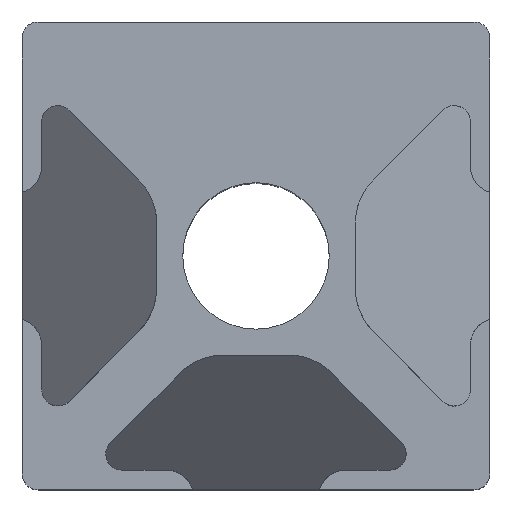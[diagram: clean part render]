
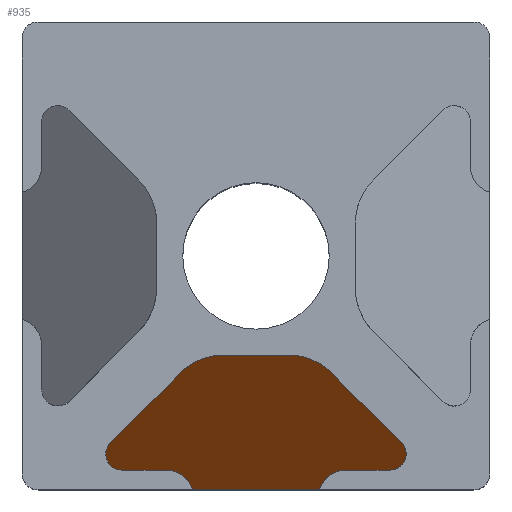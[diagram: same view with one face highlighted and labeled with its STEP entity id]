
A CAD part, top view. The second image highlights one B-rep face of the part: STEP entity #935.
In plain terms, the highlighted planar face has unit normal (0, -0.707, 0.707).
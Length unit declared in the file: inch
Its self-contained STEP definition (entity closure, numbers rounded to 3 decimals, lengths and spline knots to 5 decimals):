
#28 = ORIENTED_EDGE ( 'NONE', *, *, #106, .T. ) ;
#43 = ORIENTED_EDGE ( 'NONE', *, *, #931, .T. ) ;
#61 = CARTESIAN_POINT ( 'NONE',  ( -0.27381, -0.35177, 0.99323 ) ) ;
#83 = CARTESIAN_POINT ( 'NONE',  ( -0.28261, -0.39057, 0.95443 ) ) ;
#98 = CARTESIAN_POINT ( 'NONE',  ( 0.2523, -0.403, 0.942 ) ) ;
#106 = EDGE_CURVE ( 'NONE', #1303, #1153, #1363, .T. ) ;
#115 = EDGE_CURVE ( 'NONE', #221, #614, #499, .T. ) ;
#157 = ORIENTED_EDGE ( 'NONE', *, *, #1186, .T. ) ;
#165 = VECTOR ( 'NONE', #812, 39.37008 ) ;
#166 = CARTESIAN_POINT ( 'NONE',  ( -0.06117, -0.187, 1.158 ) ) ;
#181 = CARTESIAN_POINT ( 'NONE',  ( -0.25261, -0.403, 0.942 ) ) ;
#192 = CARTESIAN_POINT ( 'NONE',  ( -0.11953, -0.44, 0.905 ) ) ;
#218 = CARTESIAN_POINT ( 'NONE',  ( 0.12614, -0.41724, 0.92776 ) ) ;
#221 = VERTEX_POINT ( 'NONE', #61 ) ;
#230 = DIRECTION ( 'NONE',  ( 0., -0.707, 0.707 ) ) ;
#274 = LINE ( 'NONE', #1878, #1191 ) ;
#281 = EDGE_CURVE ( 'NONE', #614, #1165, #2146, .T. ) ;
#301 = CARTESIAN_POINT ( 'NONE',  ( 0.14241, -0.22061, 1.12439 ) ) ;
#304 = VERTEX_POINT ( 'NONE', #1062 ) ;
#321 = VERTEX_POINT ( 'NONE', #192 ) ;
#330 = CARTESIAN_POINT ( 'NONE',  ( -0.1688, -0.403, 0.942 ) ) ;
#356 = LINE ( 'NONE', #98, #1221 ) ;
#402 = PLANE ( 'NONE',  #2019 ) ;
#426 = CARTESIAN_POINT ( 'NONE',  ( -0.28261, -0.373, 0.972 ) ) ;
#434 = ORIENTED_EDGE ( 'NONE', *, *, #1791, .T. ) ;
#478 = CARTESIAN_POINT ( 'NONE',  ( -0.28261, -0.373, 0.972 ) ) ;
#499 =( BOUNDED_CURVE ( )  B_SPLINE_CURVE ( 3, ( #1871, #851, #2027, #478 ),
 .UNSPECIFIED., .F., .T. ) 
 B_SPLINE_CURVE_WITH_KNOTS ( ( 4, 4 ),
 ( 3.92608, 4.71239 ),
 .UNSPECIFIED. ) 
 CURVE ( )  GEOMETRIC_REPRESENTATION_ITEM ( )  RATIONAL_B_SPLINE_CURVE ( ( 1., 0.949, 0.949, 1. ) ) 
 REPRESENTATION_ITEM ( '' )  );
#504 = CARTESIAN_POINT ( 'NONE',  ( -0.1451, -0.403, 0.942 ) ) ;
#512 = CARTESIAN_POINT ( 'NONE',  ( -0.11953, -0.44, 0.905 ) ) ;
#518 = CARTESIAN_POINT ( 'NONE',  ( -0.09204, -0.187, 1.158 ) ) ;
#534 = CARTESIAN_POINT ( 'NONE',  ( -0.25261, -0.403, 0.942 ) ) ;
#564 = CARTESIAN_POINT ( 'NONE',  ( 0.11953, -0.44, 0.905 ) ) ;
#572 = CARTESIAN_POINT ( 'NONE',  ( 0.1688, -0.403, 0.942 ) ) ;
#614 = VERTEX_POINT ( 'NONE', #1711 ) ;
#624 = ORIENTED_EDGE ( 'NONE', *, *, #1435, .T. ) ;
#631 = ORIENTED_EDGE ( 'NONE', *, *, #2196, .T. ) ;
#637 = LINE ( 'NONE', #1835, #165 ) ;
#653 = ORIENTED_EDGE ( 'NONE', *, *, #702, .T. ) ;
#654 = EDGE_CURVE ( 'NONE', #1560, #1303, #2008, .T. ) ;
#656 = CARTESIAN_POINT ( 'NONE',  ( 0.09204, -0.187, 1.158 ) ) ;
#682 =( BOUNDED_CURVE ( )  B_SPLINE_CURVE ( 3, ( #1726, #518, #1373, #696 ),
 .UNSPECIFIED., .F., .T. ) 
 B_SPLINE_CURVE_WITH_KNOTS ( ( 4, 4 ),
 ( 3.14159, 3.92608 ),
 .UNSPECIFIED. ) 
 CURVE ( )  GEOMETRIC_REPRESENTATION_ITEM ( )  RATIONAL_B_SPLINE_CURVE ( ( 1., 0.949, 0.949, 1. ) ) 
 REPRESENTATION_ITEM ( '' )  );
#696 = CARTESIAN_POINT ( 'NONE',  ( -0.14241, -0.22061, 1.12439 ) ) ;
#702 = EDGE_CURVE ( 'NONE', #1450, #2184, #682, .T. ) ;
#706 = CARTESIAN_POINT ( 'NONE',  ( 0.2523, -0.403, 0.942 ) ) ;
#765 = ORIENTED_EDGE ( 'NONE', *, *, #1997, .T. ) ;
#801 = ORIENTED_EDGE ( 'NONE', *, *, #281, .T. ) ;
#812 = DIRECTION ( 'NONE',  ( 1., 0., 0. ) ) ;
#851 = CARTESIAN_POINT ( 'NONE',  ( -0.27952, -0.35747, 0.98753 ) ) ;
#859 = DIRECTION ( 'NONE',  ( -0.578, -0.577, -0.577 ) ) ;
#871 = VERTEX_POINT ( 'NONE', #1247 ) ;
#875 = FACE_OUTER_BOUND ( 'NONE', #1630, .T. ) ;
#888 =( BOUNDED_CURVE ( )  B_SPLINE_CURVE ( 3, ( #1739, #1902, #2069, #1058 ),
 .UNSPECIFIED., .F., .T. ) 
 B_SPLINE_CURVE_WITH_KNOTS ( ( 4, 4 ),
 ( 0., 2.35711 ),
 .UNSPECIFIED. ) 
 CURVE ( )  GEOMETRIC_REPRESENTATION_ITEM ( )  RATIONAL_B_SPLINE_CURVE ( ( 1., 0.588, 0.588, 1. ) ) 
 REPRESENTATION_ITEM ( '' )  );
#897 = ORIENTED_EDGE ( 'NONE', *, *, #654, .T. ) ;
#921 = CARTESIAN_POINT ( 'NONE',  ( -0.1688, -0.403, 0.942 ) ) ;
#931 = EDGE_CURVE ( 'NONE', #1165, #304, #932, .T. ) ;
#932 = LINE ( 'NONE', #921, #1793 ) ;
#935 = ADVANCED_FACE ( 'NONE', ( #875 ), #402, .T. ) ;
#983 = VERTEX_POINT ( 'NONE', #706 ) ;
#1022 = CARTESIAN_POINT ( 'NONE',  ( 0.21558, -0.29365, 1.05135 ) ) ;
#1025 = DIRECTION ( 'NONE',  ( -1., 0., 0. ) ) ;
#1058 = CARTESIAN_POINT ( 'NONE',  ( 0.27358, -0.35154, 0.99346 ) ) ;
#1062 = CARTESIAN_POINT ( 'NONE',  ( -0.1688, -0.403, 0.942 ) ) ;
#1096 = CARTESIAN_POINT ( 'NONE',  ( 0.14241, -0.22061, 1.12439 ) ) ;
#1098 = DIRECTION ( 'NONE',  ( 1., 0., 0. ) ) ;
#1101 = EDGE_CURVE ( 'NONE', #1153, #1450, #1119, .T. ) ;
#1119 = LINE ( 'NONE', #2202, #2013 ) ;
#1132 = DIRECTION ( 'NONE',  ( 1., 0., 0. ) ) ;
#1153 = VERTEX_POINT ( 'NONE', #1378 ) ;
#1165 = VERTEX_POINT ( 'NONE', #181 ) ;
#1186 = EDGE_CURVE ( 'NONE', #983, #1560, #888, .T. ) ;
#1191 = VECTOR ( 'NONE', #859, 39.37008 ) ;
#1205 = CARTESIAN_POINT ( 'NONE',  ( -0.14241, -0.22061, 1.12439 ) ) ;
#1221 = VECTOR ( 'NONE', #1132, 39.37008 ) ;
#1225 = CARTESIAN_POINT ( 'NONE',  ( 0.27358, -0.35154, 0.99346 ) ) ;
#1247 = CARTESIAN_POINT ( 'NONE',  ( 0.1688, -0.403, 0.942 ) ) ;
#1263 = CARTESIAN_POINT ( 'NONE',  ( -0.11953, -0.44, 0.905 ) ) ;
#1285 = EDGE_CURVE ( 'NONE', #1420, #871, #1477, .T. ) ;
#1303 = VERTEX_POINT ( 'NONE', #1096 ) ;
#1320 = ORIENTED_EDGE ( 'NONE', *, *, #1285, .T. ) ;
#1332 = CARTESIAN_POINT ( 'NONE',  ( 0.12056, -0.1988, 1.1462 ) ) ;
#1363 =( BOUNDED_CURVE ( )  B_SPLINE_CURVE ( 3, ( #301, #1332, #656, #1852 ),
 .UNSPECIFIED., .F., .F. ) 
 B_SPLINE_CURVE_WITH_KNOTS ( ( 4, 4 ),
 ( 2.35711, 3.14159 ),
 .UNSPECIFIED. ) 
 CURVE ( )  GEOMETRIC_REPRESENTATION_ITEM ( )  RATIONAL_B_SPLINE_CURVE ( ( 1., 0.949, 0.949, 1. ) ) 
 REPRESENTATION_ITEM ( '' )  );
#1365 = ORIENTED_EDGE ( 'NONE', *, *, #115, .T. ) ;
#1373 = CARTESIAN_POINT ( 'NONE',  ( -0.12056, -0.1988, 1.1462 ) ) ;
#1378 = CARTESIAN_POINT ( 'NONE',  ( 0.06117, -0.187, 1.158 ) ) ;
#1420 = VERTEX_POINT ( 'NONE', #2126 ) ;
#1429 =( BOUNDED_CURVE ( )  B_SPLINE_CURVE ( 3, ( #330, #504, #1553, #512 ),
 .UNSPECIFIED., .F., .T. ) 
 B_SPLINE_CURVE_WITH_KNOTS ( ( 4, 4 ),
 ( 3.14159, 4.42989 ),
 .UNSPECIFIED. ) 
 CURVE ( )  GEOMETRIC_REPRESENTATION_ITEM ( )  RATIONAL_B_SPLINE_CURVE ( ( 1., 0.866, 0.866, 1. ) ) 
 REPRESENTATION_ITEM ( '' )  );
#1435 = EDGE_CURVE ( 'NONE', #2184, #221, #274, .T. ) ;
#1441 = DIRECTION ( 'NONE',  ( 0., -0.707, -0.707 ) ) ;
#1450 = VERTEX_POINT ( 'NONE', #166 ) ;
#1477 =( BOUNDED_CURVE ( )  B_SPLINE_CURVE ( 3, ( #564, #218, #1607, #572 ),
 .UNSPECIFIED., .F., .T. ) 
 B_SPLINE_CURVE_WITH_KNOTS ( ( 4, 4 ),
 ( 1.85329, 3.14159 ),
 .UNSPECIFIED. ) 
 CURVE ( )  GEOMETRIC_REPRESENTATION_ITEM ( )  RATIONAL_B_SPLINE_CURVE ( ( 1., 0.866, 0.866, 1. ) ) 
 REPRESENTATION_ITEM ( '' )  );
#1486 = ORIENTED_EDGE ( 'NONE', *, *, #1101, .T. ) ;
#1553 = CARTESIAN_POINT ( 'NONE',  ( -0.12614, -0.41724, 0.92776 ) ) ;
#1560 = VERTEX_POINT ( 'NONE', #1225 ) ;
#1571 = CARTESIAN_POINT ( 'NONE',  ( -0.27019, -0.403, 0.942 ) ) ;
#1607 = CARTESIAN_POINT ( 'NONE',  ( 0.1451, -0.403, 0.942 ) ) ;
#1630 = EDGE_LOOP ( 'NONE', ( #631, #434, #1320, #765, #157, #897, #28, #1486, #653, #624, #1365, #801, #43 ) ) ;
#1680 = VECTOR ( 'NONE', #2199, 39.37008 ) ;
#1711 = CARTESIAN_POINT ( 'NONE',  ( -0.28261, -0.373, 0.972 ) ) ;
#1726 = CARTESIAN_POINT ( 'NONE',  ( -0.06117, -0.187, 1.158 ) ) ;
#1739 = CARTESIAN_POINT ( 'NONE',  ( 0.2523, -0.403, 0.942 ) ) ;
#1791 = EDGE_CURVE ( 'NONE', #321, #1420, #637, .T. ) ;
#1793 = VECTOR ( 'NONE', #1098, 39.37008 ) ;
#1835 = CARTESIAN_POINT ( 'NONE',  ( -0.11953, -0.44, 0.905 ) ) ;
#1852 = CARTESIAN_POINT ( 'NONE',  ( 0.06117, -0.187, 1.158 ) ) ;
#1871 = CARTESIAN_POINT ( 'NONE',  ( -0.27381, -0.35177, 0.99323 ) ) ;
#1878 = CARTESIAN_POINT ( 'NONE',  ( -0.30324, -0.38114, 0.96386 ) ) ;
#1902 = CARTESIAN_POINT ( 'NONE',  ( 0.28386, -0.403, 0.942 ) ) ;
#1997 = EDGE_CURVE ( 'NONE', #871, #983, #356, .T. ) ;
#2008 = LINE ( 'NONE', #1022, #1680 ) ;
#2013 = VECTOR ( 'NONE', #1025, 39.37008 ) ;
#2019 = AXIS2_PLACEMENT_3D ( 'NONE', #1263, #230, #1441 ) ;
#2027 = CARTESIAN_POINT ( 'NONE',  ( -0.28261, -0.36493, 0.98007 ) ) ;
#2069 = CARTESIAN_POINT ( 'NONE',  ( 0.29592, -0.37384, 0.97116 ) ) ;
#2126 = CARTESIAN_POINT ( 'NONE',  ( 0.11953, -0.44, 0.905 ) ) ;
#2146 =( BOUNDED_CURVE ( )  B_SPLINE_CURVE ( 3, ( #426, #83, #1571, #534 ),
 .UNSPECIFIED., .F., .T. ) 
 B_SPLINE_CURVE_WITH_KNOTS ( ( 4, 4 ),
 ( 4.71239, 6.28319 ),
 .UNSPECIFIED. ) 
 CURVE ( )  GEOMETRIC_REPRESENTATION_ITEM ( )  RATIONAL_B_SPLINE_CURVE ( ( 1., 0.805, 0.805, 1. ) ) 
 REPRESENTATION_ITEM ( '' )  );
#2184 = VERTEX_POINT ( 'NONE', #1205 ) ;
#2196 = EDGE_CURVE ( 'NONE', #304, #321, #1429, .T. ) ;
#2199 = DIRECTION ( 'NONE',  ( -0.578, 0.577, 0.577 ) ) ;
#2202 = CARTESIAN_POINT ( 'NONE',  ( -0.06117, -0.187, 1.158 ) ) ;
